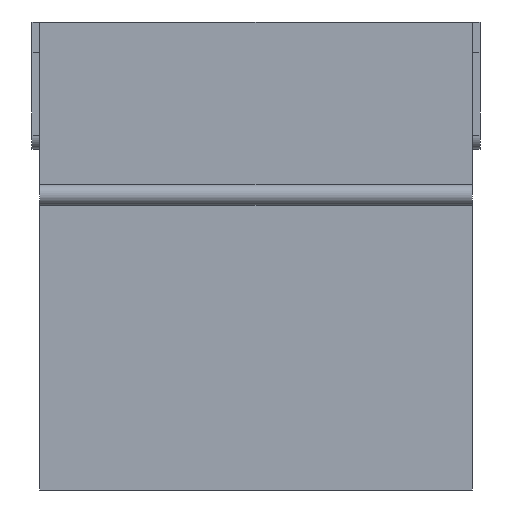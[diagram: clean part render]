
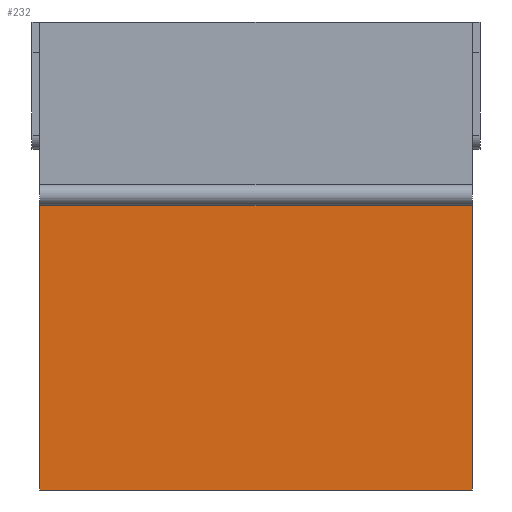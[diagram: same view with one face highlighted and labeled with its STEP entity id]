
A CAD part, front view. The second image highlights one B-rep face of the part: STEP entity #232.
In plain terms, the highlighted planar face has unit normal (0, -1, 0).
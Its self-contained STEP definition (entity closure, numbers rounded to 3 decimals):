
#232 = ADVANCED_FACE( '', ( #540 ), #541, .T. );
#540 = FACE_OUTER_BOUND( '', #945, .T. );
#541 = PLANE( '', #946 );
#945 = EDGE_LOOP( '', ( #1425, #1426, #1427, #1428 ) );
#946 = AXIS2_PLACEMENT_3D( '', #1429, #1430, #1431 );
#1425 = ORIENTED_EDGE( '', *, *, #2577, .F. );
#1426 = ORIENTED_EDGE( '', *, *, #2578, .F. );
#1427 = ORIENTED_EDGE( '', *, *, #2579, .F. );
#1428 = ORIENTED_EDGE( '', *, *, #2580, .T. );
#1429 = CARTESIAN_POINT( '', ( 4.405, -3.5, -4.6 ) );
#1430 = DIRECTION( '', ( 0., -1., 0. ) );
#1431 = DIRECTION( '', ( 0., 0., -1. ) );
#2577 = EDGE_CURVE( '', #3117, #3118, #3119, .T. );
#2578 = EDGE_CURVE( '', #3120, #3117, #3121, .T. );
#2579 = EDGE_CURVE( '', #3122, #3120, #3123, .T. );
#2580 = EDGE_CURVE( '', #3122, #3118, #3124, .T. );
#3117 = VERTEX_POINT( '', #3884 );
#3118 = VERTEX_POINT( '', #3885 );
#3119 = LINE( '', #3886, #3887 );
#3120 = VERTEX_POINT( '', #3888 );
#3121 = LINE( '', #3889, #3890 );
#3122 = VERTEX_POINT( '', #3891 );
#3123 = LINE( '', #3892, #3893 );
#3124 = LINE( '', #3894, #3895 );
#3884 = CARTESIAN_POINT( '', ( -4.255, -3.5, -4.6 ) );
#3885 = CARTESIAN_POINT( '', ( -4.255, -3.5, 1. ) );
#3886 = CARTESIAN_POINT( '', ( -4.255, -3.5, -4.6 ) );
#3887 = VECTOR( '', #4762, 1000. );
#3888 = CARTESIAN_POINT( '', ( 4.255, -3.5, -4.6 ) );
#3889 = CARTESIAN_POINT( '', ( 4.405, -3.5, -4.6 ) );
#3890 = VECTOR( '', #4763, 1000. );
#3891 = CARTESIAN_POINT( '', ( 4.255, -3.5, 1. ) );
#3892 = CARTESIAN_POINT( '', ( 4.255, -3.5, -4.6 ) );
#3893 = VECTOR( '', #4764, 1000. );
#3894 = CARTESIAN_POINT( '', ( 4.405, -3.5, 1. ) );
#3895 = VECTOR( '', #4765, 1000. );
#4762 = DIRECTION( '', ( 0., 0., 1. ) );
#4763 = DIRECTION( '', ( -1., 0., 0. ) );
#4764 = DIRECTION( '', ( 0., 0., -1. ) );
#4765 = DIRECTION( '', ( -1., 0., 0. ) );
